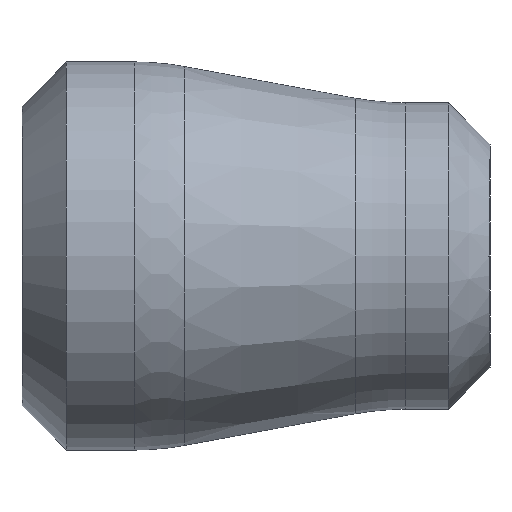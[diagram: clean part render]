
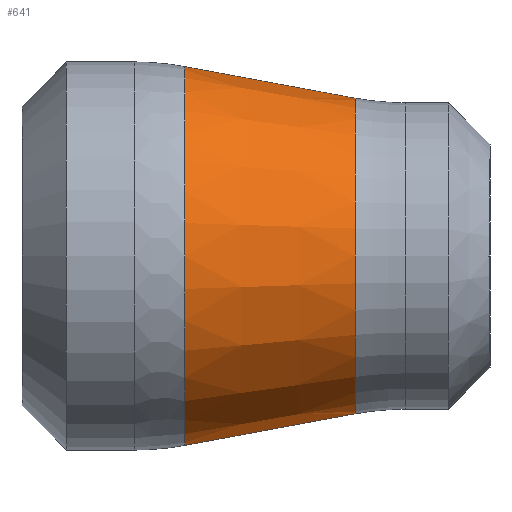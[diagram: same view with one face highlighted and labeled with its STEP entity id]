
A CAD part, front view. The second image highlights one B-rep face of the part: STEP entity #641.
In plain terms, the highlighted conical face has half-angle 10.504 degrees and reference radius 17.203 mm.
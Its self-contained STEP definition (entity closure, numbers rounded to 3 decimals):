
#19 = DIRECTION ( 'NONE',  ( 0., 0., 1. ) ) ;
#26 = DIRECTION ( 'NONE',  ( -1., 0., 0. ) ) ;
#45 = VERTEX_POINT ( 'NONE', #79 ) ;
#65 = DIRECTION ( 'NONE',  ( -0.983, 0., -0.182 ) ) ;
#73 = VERTEX_POINT ( 'NONE', #612 ) ;
#79 = CARTESIAN_POINT ( 'NONE',  ( 36.288, 0., 17.203 ) ) ;
#119 = LINE ( 'NONE', #298, #224 ) ;
#132 = DIRECTION ( 'NONE',  ( 0., 0., 1. ) ) ;
#180 = DIRECTION ( 'NONE',  ( -1., 0., 0. ) ) ;
#190 = CARTESIAN_POINT ( 'NONE',  ( 36.288, 0., 0. ) ) ;
#191 = ORIENTED_EDGE ( 'NONE', *, *, #409, .F. ) ;
#220 = CIRCLE ( 'NONE', #311, 20.647 ) ;
#224 = VECTOR ( 'NONE', #65, 1000. ) ;
#251 = DIRECTION ( 'NONE',  ( 0., 0., 1. ) ) ;
#252 = ORIENTED_EDGE ( 'NONE', *, *, #312, .T. ) ;
#293 = CONICAL_SURFACE ( 'NONE', #727, 17.203, 0.183 ) ;
#298 = CARTESIAN_POINT ( 'NONE',  ( 36.288, 0., -17.203 ) ) ;
#311 = AXIS2_PLACEMENT_3D ( 'NONE', #373, #26, #251 ) ;
#312 = EDGE_CURVE ( 'NONE', #45, #319, #437, .T. ) ;
#319 = VERTEX_POINT ( 'NONE', #736 ) ;
#322 = DIRECTION ( 'NONE',  ( -0.983, 0., 0.182 ) ) ;
#337 = AXIS2_PLACEMENT_3D ( 'NONE', #190, #594, #19 ) ;
#373 = CARTESIAN_POINT ( 'NONE',  ( 17.712, 0., 0. ) ) ;
#374 = ORIENTED_EDGE ( 'NONE', *, *, #706, .F. ) ;
#409 = EDGE_CURVE ( 'NONE', #73, #524, #119, .T. ) ;
#420 = CARTESIAN_POINT ( 'NONE',  ( 36.288, 0., 0. ) ) ;
#437 = LINE ( 'NONE', #672, #681 ) ;
#462 = CARTESIAN_POINT ( 'NONE',  ( 17.712, 0., -20.647 ) ) ;
#495 = EDGE_LOOP ( 'NONE', ( #191, #733, #252, #374 ) ) ;
#524 = VERTEX_POINT ( 'NONE', #462 ) ;
#536 = EDGE_CURVE ( 'NONE', #73, #45, #647, .T. ) ;
#594 = DIRECTION ( 'NONE',  ( -1., 0., 0. ) ) ;
#612 = CARTESIAN_POINT ( 'NONE',  ( 36.288, 0., -17.203 ) ) ;
#641 = ADVANCED_FACE ( 'NONE', ( #710 ), #293, .T. ) ;
#647 = CIRCLE ( 'NONE', #337, 17.203 ) ;
#672 = CARTESIAN_POINT ( 'NONE',  ( 36.288, 0., 17.203 ) ) ;
#681 = VECTOR ( 'NONE', #322, 1000. ) ;
#706 = EDGE_CURVE ( 'NONE', #524, #319, #220, .T. ) ;
#710 = FACE_OUTER_BOUND ( 'NONE', #495, .T. ) ;
#727 = AXIS2_PLACEMENT_3D ( 'NONE', #420, #180, #132 ) ;
#733 = ORIENTED_EDGE ( 'NONE', *, *, #536, .T. ) ;
#736 = CARTESIAN_POINT ( 'NONE',  ( 17.712, 0., 20.647 ) ) ;
